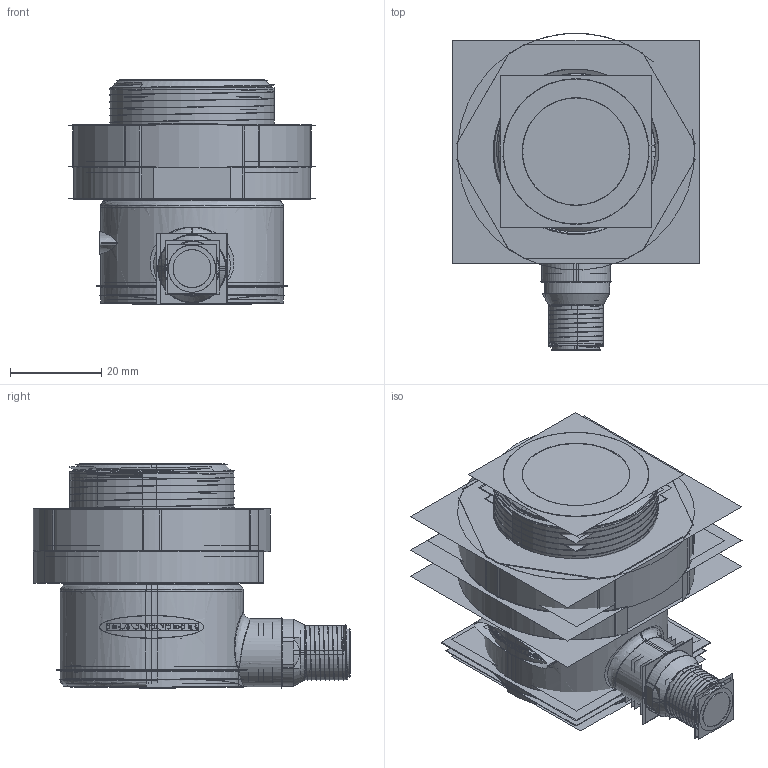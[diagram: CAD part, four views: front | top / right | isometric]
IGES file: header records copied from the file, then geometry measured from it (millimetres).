
Start section:  PTC IGES file: 188688.igs
Global section: file name: 188688.igs; native system: Creo Parametric by Parametric Technology Corporation; preprocessor: 2013230; author: pdmadmin; organization: Unknown; date: 20160114.100349; units: millimetre
Bounding box: 54.12 x 69.63 x 49.2 mm (x, y, z)
Volume: 38895.3 mm3; surface area: 365120.3 mm2
Topology: 10 solids, 11 shells, 1560 faces, 8091 edges, 10350 vertices
Faces by surface type: revolution 946, bspline 610, extrusion 4
